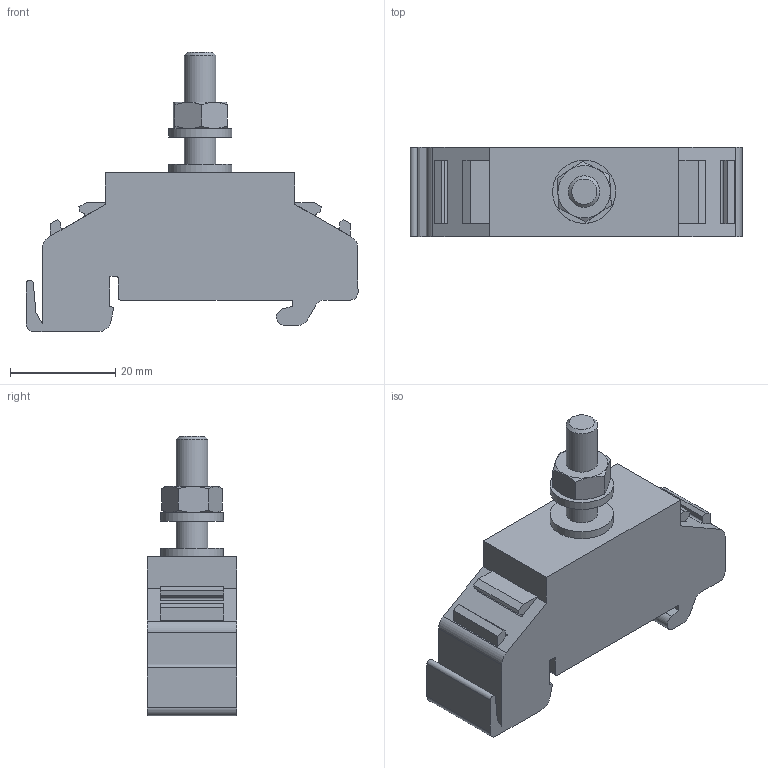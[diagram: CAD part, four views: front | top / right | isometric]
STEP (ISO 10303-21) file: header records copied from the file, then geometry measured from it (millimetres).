
FILE_DESCRIPTION(/* description */ ('Unknown'),/* implementation_level */ '2;1');
FILE_NAME(/* name */ 'WSS-06_35',/* time_stamp */ '2024-11-15T07:44:31-03:00',/* author */ ('Unknown'),/* organization */ ('Unknown'),/* preprocessor_version */ 'ST-DEVELOPER v16.7',/* originating_system */ 'Solid Edge',/* authorisation */ 'Unknown');
FILE_SCHEMA (('AUTOMOTIVE_DESIGN {1 0 10303 214 3 1 1}'));
Length unit declared in the file: millimetre
Products named in the file (1): WSS-06_35
Bounding box: 63.1 x 17 x 53.11 mm (x, y, z)
Volume: 24262.1 mm3; surface area: 7171 mm2
Topology: 1 solids, 1 shells, 82 faces, 218 edges, 145 vertices
Faces by surface type: plane 59, cylinder 20, cone 3
Full cylindrical faces by diameter (mm): 6 x2, 12 x2
Entity records: 2538 total; most frequent: CARTESIAN_POINT 483, ORIENTED_EDGE 418, DIRECTION 406, EDGE_CURVE 209, LINE 154, VECTOR 154, VERTEX_POINT 143, AXIS2_PLACEMENT_3D 126
